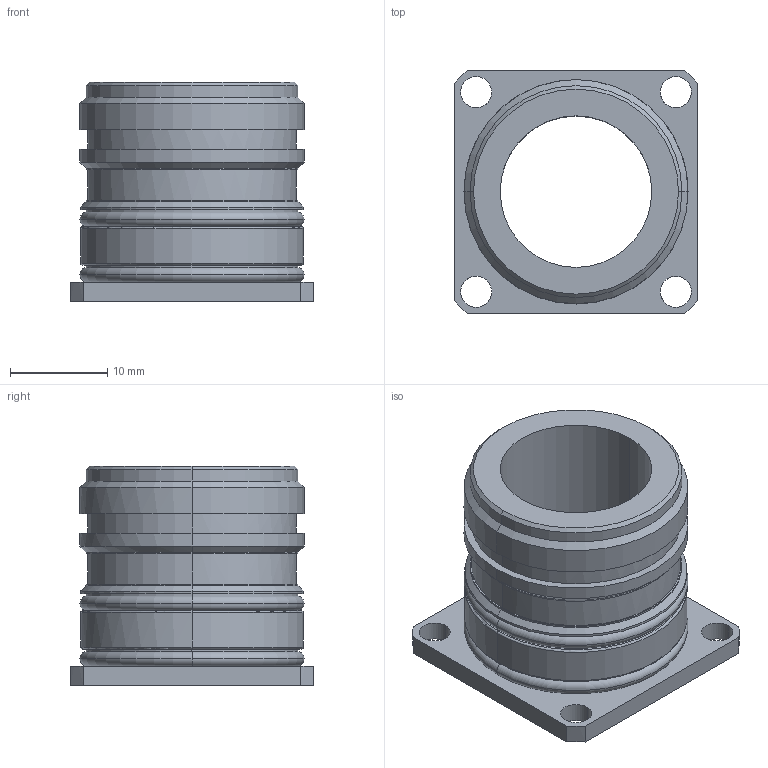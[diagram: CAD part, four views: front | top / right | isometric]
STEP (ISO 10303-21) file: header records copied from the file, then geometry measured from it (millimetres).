
FILE_DESCRIPTION(('CATIA V5 STEP Exchange','CAx-IF Rec.Pracs.--- Model Styling and Organization---1.4--- 2014-01-23'),'2;1');
FILE_NAME ('008208-4_0_1169990000_1169990000.stp','2020-10-05T08:17:34+00:00',('none'),('Weidmueller'),'CATIA Version 5-6 Release 2016 SP3 HF44','CATIA V5 STEP AP214','none');
FILE_SCHEMA(('AUTOMOTIVE_DESIGN { 1 0 10303 214 1 1 1 1 }'));
Length unit declared in the file: millimetre
Products named in the file (1): 1169990000
Bounding box: 25 x 25 x 22.5 mm (x, y, z)
Volume: 4939.4 mm3; surface area: 4372.4 mm2
Topology: 3 solids, 3 shells, 78 faces, 173 edges, 105 vertices
Faces by surface type: cylinder 41, torus 14, plane 14, cone 9
Entity records: 2522 total; most frequent: CARTESIAN_POINT 854, ORIENTED_EDGE 346, DIRECTION 280, EDGE_CURVE 173, AXIS2_PLACEMENT_3D 149, VERTEX_POINT 105, EDGE_LOOP 96, ADVANCED_FACE 78
